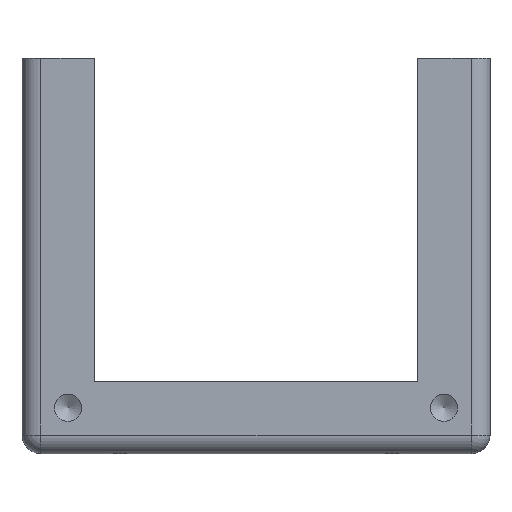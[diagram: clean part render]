
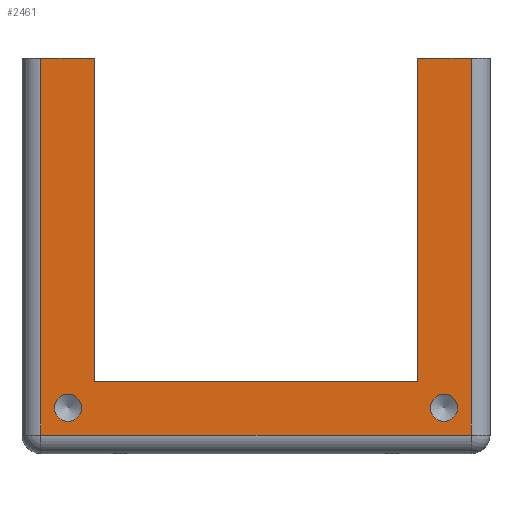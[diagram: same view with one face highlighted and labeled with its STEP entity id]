
A CAD part, left-side view. The second image highlights one B-rep face of the part: STEP entity #2461.
In plain terms, the highlighted planar face has unit normal (-1, 0, 0).
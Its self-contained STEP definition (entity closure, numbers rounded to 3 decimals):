
#54=FACE_BOUND('',#299,.T.);
#55=FACE_BOUND('',#300,.T.);
#89=PLANE('',#2715);
#186=FACE_OUTER_BOUND('',#298,.T.);
#298=EDGE_LOOP('',(#2220,#2221,#2222,#2223,#2224,#2225,#2226,#2227));
#299=EDGE_LOOP('',(#2228));
#300=EDGE_LOOP('',(#2229));
#390=LINE('',#3631,#586);
#494=LINE('',#4493,#690);
#499=LINE('',#4503,#695);
#521=LINE('',#4543,#717);
#543=LINE('',#4625,#739);
#545=LINE('',#4628,#741);
#546=LINE('',#4630,#742);
#550=LINE('',#4636,#746);
#586=VECTOR('',#2865,10.);
#690=VECTOR('',#3195,10.);
#695=VECTOR('',#3202,10.);
#717=VECTOR('',#3242,10.);
#739=VECTOR('',#3334,10.);
#741=VECTOR('',#3338,10.);
#742=VECTOR('',#3341,10.);
#746=VECTOR('',#3349,10.);
#796=CIRCLE('',#2589,1.45);
#801=CIRCLE('',#2600,1.45);
#967=VERTEX_POINT('',#3628);
#968=VERTEX_POINT('',#3630);
#1030=VERTEX_POINT('',#3918);
#1041=VERTEX_POINT('',#4040);
#1128=VERTEX_POINT('',#4490);
#1129=VERTEX_POINT('',#4492);
#1132=VERTEX_POINT('',#4500);
#1133=VERTEX_POINT('',#4502);
#1148=VERTEX_POINT('',#4589);
#1151=VERTEX_POINT('',#4596);
#1238=EDGE_CURVE('',#967,#968,#390,.T.);
#1322=EDGE_CURVE('',#1030,#1030,#796,.T.);
#1344=EDGE_CURVE('',#1041,#1041,#801,.T.);
#1460=EDGE_CURVE('',#1128,#1129,#494,.T.);
#1465=EDGE_CURVE('',#1132,#1133,#499,.T.);
#1488=EDGE_CURVE('',#968,#1132,#521,.T.);
#1529=EDGE_CURVE('',#1148,#1151,#543,.T.);
#1531=EDGE_CURVE('',#1151,#1128,#545,.T.);
#1532=EDGE_CURVE('',#1133,#1148,#546,.T.);
#1536=EDGE_CURVE('',#967,#1129,#550,.T.);
#2220=ORIENTED_EDGE('',*,*,#1531,.F.);
#2221=ORIENTED_EDGE('',*,*,#1529,.F.);
#2222=ORIENTED_EDGE('',*,*,#1532,.F.);
#2223=ORIENTED_EDGE('',*,*,#1465,.F.);
#2224=ORIENTED_EDGE('',*,*,#1488,.F.);
#2225=ORIENTED_EDGE('',*,*,#1238,.F.);
#2226=ORIENTED_EDGE('',*,*,#1536,.T.);
#2227=ORIENTED_EDGE('',*,*,#1460,.F.);
#2228=ORIENTED_EDGE('',*,*,#1322,.T.);
#2229=ORIENTED_EDGE('',*,*,#1344,.T.);
#2461=ADVANCED_FACE('',(#186,#54,#55),#89,.T.);
#2589=AXIS2_PLACEMENT_3D('',#3919,#2984,#2985);
#2600=AXIS2_PLACEMENT_3D('',#4041,#3012,#3013);
#2715=AXIS2_PLACEMENT_3D('',#4635,#3347,#3348);
#2865=DIRECTION('',(0.,-1.,0.));
#2984=DIRECTION('center_axis',(1.,0.,0.));
#2985=DIRECTION('ref_axis',(0.,0.,1.));
#3012=DIRECTION('center_axis',(1.,0.,0.));
#3013=DIRECTION('ref_axis',(0.,0.,1.));
#3195=DIRECTION('',(0.,-1.,0.));
#3202=DIRECTION('',(0.,-1.,0.));
#3242=DIRECTION('',(0.,0.,1.));
#3334=DIRECTION('',(0.,1.,0.));
#3338=DIRECTION('',(0.,0.,1.));
#3341=DIRECTION('',(0.,0.,-1.));
#3347=DIRECTION('center_axis',(-1.,0.,0.));
#3348=DIRECTION('ref_axis',(0.,-1.,0.));
#3349=DIRECTION('',(0.,0.,1.));
#3628=CARTESIAN_POINT('',(-24.9,17.2,7.7));
#3630=CARTESIAN_POINT('',(-24.9,-17.2,7.7));
#3631=CARTESIAN_POINT('',(-24.9,-24.9,7.7));
#3918=CARTESIAN_POINT('',(-24.9,20.,3.45));
#3919=CARTESIAN_POINT('Origin',(-24.9,20.,4.9));
#4040=CARTESIAN_POINT('',(-24.9,-20.,3.45));
#4041=CARTESIAN_POINT('Origin',(-24.9,-20.,4.9));
#4490=CARTESIAN_POINT('',(-24.9,22.9,42.1));
#4492=CARTESIAN_POINT('',(-24.9,17.2,42.1));
#4493=CARTESIAN_POINT('',(-24.9,24.9,42.1));
#4500=CARTESIAN_POINT('',(-24.9,-17.2,42.1));
#4502=CARTESIAN_POINT('',(-24.9,-22.9,42.1));
#4503=CARTESIAN_POINT('',(-24.9,-17.2,42.1));
#4543=CARTESIAN_POINT('',(-24.9,-17.2,7.7));
#4589=CARTESIAN_POINT('',(-24.9,-22.9,2.));
#4596=CARTESIAN_POINT('',(-24.9,22.9,2.));
#4625=CARTESIAN_POINT('',(-24.9,12.45,2.));
#4628=CARTESIAN_POINT('',(-24.9,22.9,0.));
#4630=CARTESIAN_POINT('',(-24.9,-22.9,0.));
#4635=CARTESIAN_POINT('Origin',(-24.9,24.9,0.));
#4636=CARTESIAN_POINT('',(-24.9,17.2,7.7));
